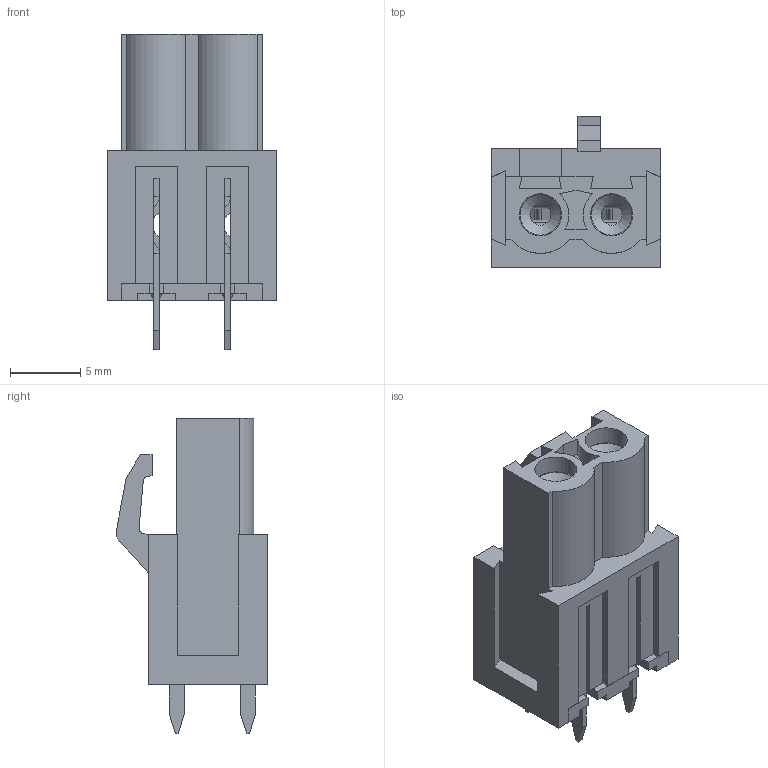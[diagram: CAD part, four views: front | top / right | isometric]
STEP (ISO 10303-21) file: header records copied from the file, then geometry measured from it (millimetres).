
FILE_DESCRIPTION( ( 'Unknown' ), '1' );
FILE_NAME( '691307500002.stp', 'Unknown', ( 'Unknown' ), ( 'Unknown' ), 'PSStep 17.0.49', 'Unknown', ' ' );
FILE_SCHEMA( ( 'AUTOMOTIVE_DESIGN { 1 0 10303 214 1 1 1 1 }' ) );
Length unit declared in the file: millimetre
Products named in the file (4): Assem1; 691307500002; contact; 691307500002_back wall
Assembly tree (4 placements, depth 2):
  Assem1
    691307500002
    contact  x2
    691307500002_back wall
Bounding box: 12.08 x 10.8 x 22.5 mm (x, y, z)
Volume: 861.4 mm3; surface area: 2278.7 mm2
Topology: 4 solids, 4 shells, 354 faces, 954 edges, 607 vertices
Faces by surface type: plane 256, cylinder 82, bspline 12, cone 2, sphere 2
Full cylindrical faces by diameter (mm): 0.7 x2, 1 x4, 1.5 x2, 3 x2
Entity records: 10713 total; most frequent: CARTESIAN_POINT 1810, ORIENTED_EDGE 1394, DIRECTION 1325, EDGE_CURVE 697, LINE 575, VECTOR 575, VERTEX_POINT 460, AXIS2_PLACEMENT_3D 375
